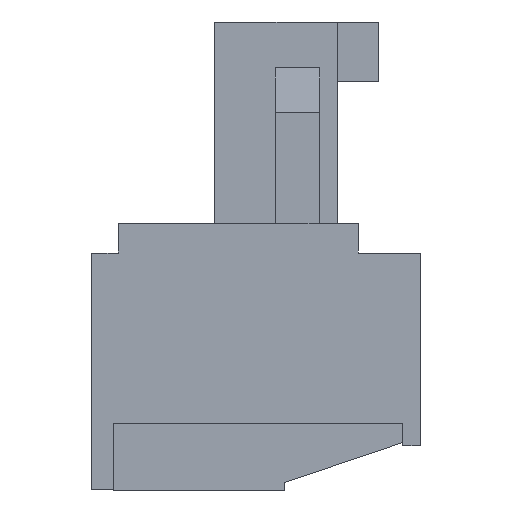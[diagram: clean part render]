
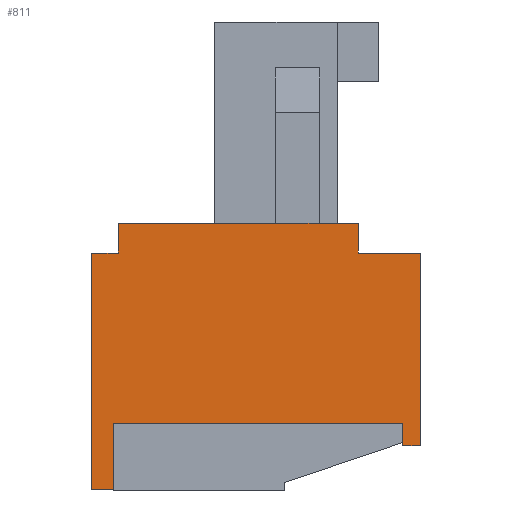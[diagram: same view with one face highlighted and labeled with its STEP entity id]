
A CAD part, left-side view. The second image highlights one B-rep face of the part: STEP entity #811.
In plain terms, the highlighted planar face has unit normal (-1, 0, 0).
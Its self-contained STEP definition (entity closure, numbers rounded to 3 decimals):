
#811 = ADVANCED_FACE( '', ( #1807 ), #1808, .F. );
#1807 = FACE_OUTER_BOUND( '', #3081, .T. );
#1808 = PLANE( '', #3082 );
#3081 = EDGE_LOOP( '', ( #4970, #4971, #4972, #4973, #4974, #4975, #4976, #4977, #4978, #4979, #4980, #4981 ) );
#3082 = AXIS2_PLACEMENT_3D( '', #4982, #4983, #4984 );
#4970 = ORIENTED_EDGE( '', *, *, #7657, .F. );
#4971 = ORIENTED_EDGE( '', *, *, #8173, .F. );
#4972 = ORIENTED_EDGE( '', *, *, #8174, .F. );
#4973 = ORIENTED_EDGE( '', *, *, #7666, .F. );
#4974 = ORIENTED_EDGE( '', *, *, #8175, .F. );
#4975 = ORIENTED_EDGE( '', *, *, #8176, .F. );
#4976 = ORIENTED_EDGE( '', *, *, #8177, .F. );
#4977 = ORIENTED_EDGE( '', *, *, #8178, .F. );
#4978 = ORIENTED_EDGE( '', *, *, #7952, .F. );
#4979 = ORIENTED_EDGE( '', *, *, #8179, .F. );
#4980 = ORIENTED_EDGE( '', *, *, #8150, .F. );
#4981 = ORIENTED_EDGE( '', *, *, #8180, .F. );
#4982 = CARTESIAN_POINT( '', ( -7.62, 0., 0. ) );
#4983 = DIRECTION( '', ( 1., 0., 0. ) );
#4984 = DIRECTION( '', ( 0., 0., -1. ) );
#7657 = EDGE_CURVE( '', #9123, #9125, #9126, .T. );
#7666 = EDGE_CURVE( '', #9139, #9135, #9141, .T. );
#7952 = EDGE_CURVE( '', #9643, #9645, #9646, .T. );
#8150 = EDGE_CURVE( '', #9961, #9963, #9964, .T. );
#8173 = EDGE_CURVE( '', #9998, #9123, #9999, .T. );
#8174 = EDGE_CURVE( '', #9135, #9998, #10000, .T. );
#8175 = EDGE_CURVE( '', #10001, #9139, #10002, .T. );
#8176 = EDGE_CURVE( '', #10003, #10001, #10004, .T. );
#8177 = EDGE_CURVE( '', #10005, #10003, #10006, .T. );
#8178 = EDGE_CURVE( '', #9645, #10005, #10007, .T. );
#8179 = EDGE_CURVE( '', #9963, #9643, #10008, .T. );
#8180 = EDGE_CURVE( '', #9125, #9961, #10009, .T. );
#9123 = VERTEX_POINT( '', #11265 );
#9125 = VERTEX_POINT( '', #11268 );
#9126 = LINE( '', #11269, #11270 );
#9135 = VERTEX_POINT( '', #11280 );
#9139 = VERTEX_POINT( '', #11286 );
#9141 = LINE( '', #11289, #11290 );
#9643 = VERTEX_POINT( '', #12008 );
#9645 = VERTEX_POINT( '', #12011 );
#9646 = LINE( '', #12012, #12013 );
#9961 = VERTEX_POINT( '', #12465 );
#9963 = VERTEX_POINT( '', #12468 );
#9964 = LINE( '', #12469, #12470 );
#9998 = VERTEX_POINT( '', #12517 );
#9999 = LINE( '', #12518, #12519 );
#10000 = LINE( '', #12520, #12521 );
#10001 = VERTEX_POINT( '', #12522 );
#10002 = LINE( '', #12523, #12524 );
#10003 = VERTEX_POINT( '', #12525 );
#10004 = LINE( '', #12526, #12527 );
#10005 = VERTEX_POINT( '', #12528 );
#10006 = LINE( '', #12529, #12530 );
#10007 = LINE( '', #12531, #12532 );
#10008 = LINE( '', #12533, #12534 );
#10009 = LINE( '', #12535, #12536 );
#11265 = CARTESIAN_POINT( '', ( -7.62, -4.05, 4. ) );
#11268 = CARTESIAN_POINT( '', ( -7.62, -6.15, 4. ) );
#11269 = CARTESIAN_POINT( '', ( -7.62, -4.05, 4. ) );
#11270 = VECTOR( '', #14176, 1000. );
#11280 = CARTESIAN_POINT( '', ( -7.62, 4.05, 5. ) );
#11286 = CARTESIAN_POINT( '', ( -7.62, 4.05, 4. ) );
#11289 = CARTESIAN_POINT( '', ( -7.62, 4.05, 4. ) );
#11290 = VECTOR( '', #14187, 1000. );
#12008 = CARTESIAN_POINT( '', ( -7.62, -5.55, -1.75 ) );
#12011 = CARTESIAN_POINT( '', ( -7.62, 4.2, -1.75 ) );
#12012 = CARTESIAN_POINT( '', ( -7.62, -5.55, -1.75 ) );
#12013 = VECTOR( '', #14479, 1000. );
#12465 = CARTESIAN_POINT( '', ( -7.62, -6.15, -2.5 ) );
#12468 = CARTESIAN_POINT( '', ( -7.62, -5.55, -2.5 ) );
#12469 = CARTESIAN_POINT( '', ( -7.62, -6.15, -2.5 ) );
#12470 = VECTOR( '', #14666, 1000. );
#12517 = CARTESIAN_POINT( '', ( -7.62, -4.05, 5. ) );
#12518 = CARTESIAN_POINT( '', ( -7.62, -4.05, 5. ) );
#12519 = VECTOR( '', #14689, 1000. );
#12520 = CARTESIAN_POINT( '', ( -7.62, 4.05, 5. ) );
#12521 = VECTOR( '', #14690, 1000. );
#12522 = CARTESIAN_POINT( '', ( -7.62, 4.95, 4. ) );
#12523 = CARTESIAN_POINT( '', ( -7.62, 4.95, 4. ) );
#12524 = VECTOR( '', #14691, 1000. );
#12525 = CARTESIAN_POINT( '', ( -7.62, 4.95, -4. ) );
#12526 = CARTESIAN_POINT( '', ( -7.62, 4.95, -4. ) );
#12527 = VECTOR( '', #14692, 1000. );
#12528 = CARTESIAN_POINT( '', ( -7.62, 4.2, -4. ) );
#12529 = CARTESIAN_POINT( '', ( -7.62, 4.2, -4. ) );
#12530 = VECTOR( '', #14693, 1000. );
#12531 = CARTESIAN_POINT( '', ( -7.62, 4.2, -1.75 ) );
#12532 = VECTOR( '', #14694, 1000. );
#12533 = CARTESIAN_POINT( '', ( -7.62, -5.55, -2.5 ) );
#12534 = VECTOR( '', #14695, 1000. );
#12535 = CARTESIAN_POINT( '', ( -7.62, -6.15, 4. ) );
#12536 = VECTOR( '', #14696, 1000. );
#14176 = DIRECTION( '', ( 0., -1., 0. ) );
#14187 = DIRECTION( '', ( 0., 0., 1. ) );
#14479 = DIRECTION( '', ( 0., 1., 0. ) );
#14666 = DIRECTION( '', ( 0., 1., 0. ) );
#14689 = DIRECTION( '', ( 0., 0., -1. ) );
#14690 = DIRECTION( '', ( 0., -1., 0. ) );
#14691 = DIRECTION( '', ( 0., -1., 0. ) );
#14692 = DIRECTION( '', ( 0., 0., 1. ) );
#14693 = DIRECTION( '', ( 0., 1., 0. ) );
#14694 = DIRECTION( '', ( 0., 0., -1. ) );
#14695 = DIRECTION( '', ( 0., 0., 1. ) );
#14696 = DIRECTION( '', ( 0., 0., -1. ) );
